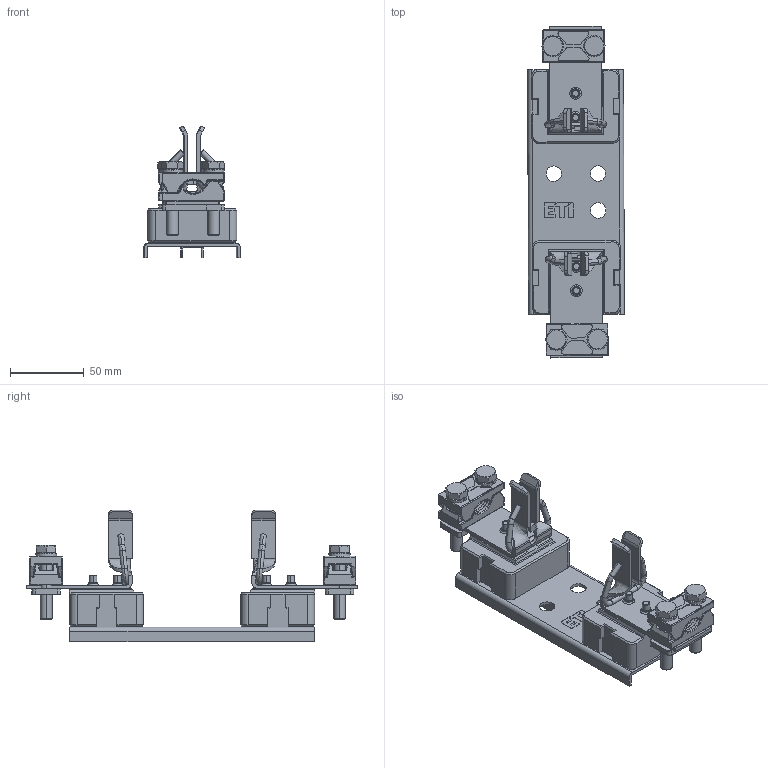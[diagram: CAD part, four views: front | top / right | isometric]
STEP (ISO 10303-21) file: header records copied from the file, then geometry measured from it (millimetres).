
FILE_DESCRIPTION((''),'2;1');
FILE_NAME('123_ASM','2023-10-24T09:15:13',('klemen.sitar'),('Audax d.o.o.'),'CREO PARAMETRIC BY PTC INC, 2021304','CREO PARAMETRIC BY PTC INC, 2021304','');
FILE_SCHEMA(('AP242_MANAGED_MODEL_BASED_3D_ENGINEERING_MIM_LF { 1 0 10303 442 1 1 4 }'));
Products named in the file (29): 66812_FEDERRING_DIN_127_A8_1__4; 65728_SECHSKANTSCHRAUBE_M8X45_4; 70196_KLEMMENTEIL_1_1_1_2_1_1_2; 56427_KLEMMENUNTERTEIL_1_1_1__2; ASM0002_ASM_1_ASM; 2P2_TOP_ASM_1_ASM_1_1_ASM_1_ASM; ASM0001_ASM_1_ASM; 2P_ASM; TOP_1_ASM_1_ASM; 66812_FEDERRING_DIN_127_A8_1__5; 65728_SECHSKANTSCHRAUBE_M8X45_5; 70196_KLEMMENTEIL_1_1_1_2_1_1_3; 56427_KLEMMENUNTERTEIL_1_1_1__3; ASM0002_ASM_1_1_ASM; 2P2_TOP_ASM_1_ASM_1_1_ASM_1_1_ASM; ASM0001_ASM_1_1_ASM; ASM0003_ASM; BOT_1_ASM_1_ASM; COMBO_ASM_1_ASM; 0000032892_AF0_1_1; 0000038658_1_1; 0000038453_1_1_1; 0000038666_AF0_1_1_1; 0000038666_AF1_1_1_1; 0000032606_1_1_2_1; BASE_1; PRT0003; 004123200_PK2_M10-M10_1P_S_ASM; 123_ASM
Assembly tree (39 placements, depth 8):
  123_ASM
    COMBO_ASM_1_ASM
      TOP_1_ASM_1_ASM
        2P_ASM
          ASM0001_ASM_1_ASM
            2P2_TOP_ASM_1_ASM_1_1_ASM_1_ASM
              66812_FEDERRING_DIN_127_A8_1__4  x2
              65728_SECHSKANTSCHRAUBE_M8X45_4  x2
              70196_KLEMMENTEIL_1_1_1_2_1_1_2
              ASM0002_ASM_1_ASM
                70196_KLEMMENTEIL_1_1_1_2_1_1_2
                56427_KLEMMENUNTERTEIL_1_1_1__2
      BOT_1_ASM_1_ASM
        ASM0003_ASM
          ASM0001_ASM_1_1_ASM
            2P2_TOP_ASM_1_ASM_1_1_ASM_1_1_ASM
              66812_FEDERRING_DIN_127_A8_1__5  x2
              65728_SECHSKANTSCHRAUBE_M8X45_5  x2
              70196_KLEMMENTEIL_1_1_1_2_1_1_3
              ASM0002_ASM_1_1_ASM
                70196_KLEMMENTEIL_1_1_1_2_1_1_3
                56427_KLEMMENUNTERTEIL_1_1_1__3
    004123200_PK2_M10-M10_1P_S_ASM
      0000032892_AF0_1_1
      0000038658_1_1  x2
      0000038453_1_1_1  x2
      0000038666_AF0_1_1_1
      0000038666_AF1_1_1_1
      0000032606_1_1_2_1  x4
      BASE_1
      PRT0003
Bounding box: 65.71 x 225.15 x 89.3 mm (x, y, z)
Volume: 210046.9 mm3; surface area: 105601.1 mm2
Topology: 25 solids, 41 shells, 1845 faces, 4936 edges, 3112 vertices
Faces by surface type: plane 699, cylinder 652, bspline 282, cone 140, torus 56, sphere 16
Entity records: 62834 total; most frequent: CARTESIAN_POINT 25201, ORIENTED_EDGE 5184, DIRECTION 4566, PRESENTATION_STYLE_ASSIGNMENT 3012, STYLED_ITEM 3012, CURVE_STYLE 2608, EDGE_CURVE 2608, VERTEX_POINT 1668
